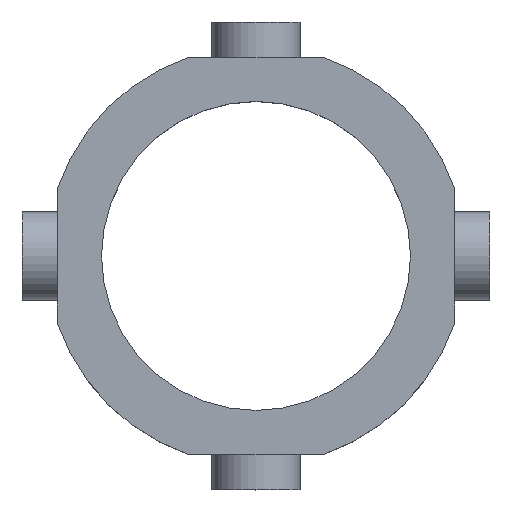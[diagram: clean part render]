
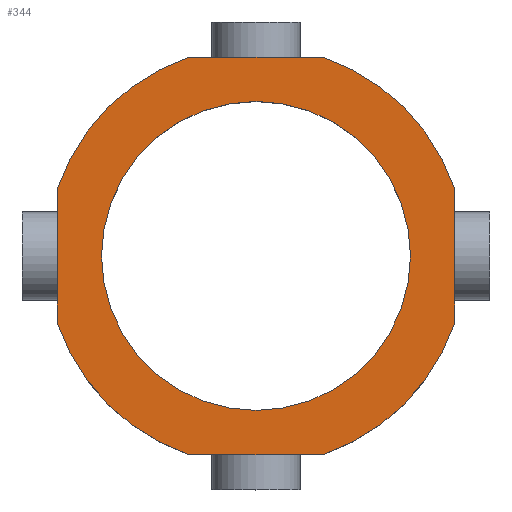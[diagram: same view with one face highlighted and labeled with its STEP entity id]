
A CAD part, top view. The second image highlights one B-rep face of the part: STEP entity #344.
In plain terms, the highlighted planar face has unit normal (0, 0, 1).
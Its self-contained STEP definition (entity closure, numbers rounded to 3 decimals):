
#28=FACE_BOUND('',#97,.T.);
#39=CIRCLE('',#380,47.5);
#41=CIRCLE('',#383,47.5);
#43=CIRCLE('',#386,47.5);
#45=CIRCLE('',#389,47.5);
#55=CIRCLE('',#408,35.);
#73=FACE_OUTER_BOUND('',#96,.T.);
#96=EDGE_LOOP('',(#299,#300,#301,#302,#303,#304,#305,#306));
#97=EDGE_LOOP('',(#307));
#100=LINE('',#528,#121);
#104=LINE('',#541,#125);
#108=LINE('',#554,#129);
#112=LINE('',#567,#133);
#121=VECTOR('',#415,30.414);
#125=VECTOR('',#425,30.414);
#129=VECTOR('',#435,30.414);
#133=VECTOR('',#445,30.414);
#142=VERTEX_POINT('',#526);
#143=VERTEX_POINT('',#527);
#148=VERTEX_POINT('',#539);
#149=VERTEX_POINT('',#540);
#154=VERTEX_POINT('',#552);
#155=VERTEX_POINT('',#553);
#160=VERTEX_POINT('',#565);
#161=VERTEX_POINT('',#566);
#175=VERTEX_POINT('',#620);
#176=EDGE_CURVE('',#142,#143,#100,.T.);
#182=EDGE_CURVE('',#148,#149,#104,.T.);
#188=EDGE_CURVE('',#154,#155,#108,.T.);
#194=EDGE_CURVE('',#160,#161,#112,.T.);
#201=EDGE_CURVE('',#149,#142,#39,.T.);
#203=EDGE_CURVE('',#143,#154,#41,.T.);
#205=EDGE_CURVE('',#161,#148,#43,.T.);
#207=EDGE_CURVE('',#155,#160,#45,.T.);
#222=EDGE_CURVE('',#175,#175,#55,.T.);
#299=ORIENTED_EDGE('',*,*,#176,.T.);
#300=ORIENTED_EDGE('',*,*,#203,.T.);
#301=ORIENTED_EDGE('',*,*,#188,.T.);
#302=ORIENTED_EDGE('',*,*,#207,.T.);
#303=ORIENTED_EDGE('',*,*,#194,.T.);
#304=ORIENTED_EDGE('',*,*,#205,.T.);
#305=ORIENTED_EDGE('',*,*,#182,.T.);
#306=ORIENTED_EDGE('',*,*,#201,.T.);
#307=ORIENTED_EDGE('',*,*,#222,.T.);
#325=PLANE('',#409);
#344=ADVANCED_FACE('',(#73,#28),#325,.F.);
#380=AXIS2_PLACEMENT_3D('',#579,#457,#458);
#383=AXIS2_PLACEMENT_3D('',#582,#463,#464);
#386=AXIS2_PLACEMENT_3D('',#585,#469,#470);
#389=AXIS2_PLACEMENT_3D('',#588,#475,#476);
#408=AXIS2_PLACEMENT_3D('',#622,#518,#519);
#409=AXIS2_PLACEMENT_3D('',#623,#520,#521);
#415=DIRECTION('',(0.,-1.,0.));
#425=DIRECTION('',(-1.,0.,0.));
#435=DIRECTION('',(1.,0.,0.));
#445=DIRECTION('',(0.,1.,0.));
#457=DIRECTION('center_axis',(0.,0.,1.));
#458=DIRECTION('ref_axis',(-0.32,0.947,0.));
#463=DIRECTION('center_axis',(0.,0.,1.));
#464=DIRECTION('ref_axis',(-0.947,-0.32,0.));
#469=DIRECTION('center_axis',(0.,0.,1.));
#470=DIRECTION('ref_axis',(0.947,0.32,0.));
#475=DIRECTION('center_axis',(0.,0.,1.));
#476=DIRECTION('ref_axis',(0.32,-0.947,0.));
#518=DIRECTION('center_axis',(0.,0.,-1.));
#519=DIRECTION('ref_axis',(-1.,0.,0.));
#520=DIRECTION('center_axis',(0.,0.,-1.));
#521=DIRECTION('ref_axis',(-1.,0.,0.));
#526=CARTESIAN_POINT('',(-45.,15.207,22.));
#527=CARTESIAN_POINT('',(-45.,-15.207,22.));
#528=CARTESIAN_POINT('',(-45.,15.207,22.));
#539=CARTESIAN_POINT('',(15.207,45.,22.));
#540=CARTESIAN_POINT('',(-15.207,45.,22.));
#541=CARTESIAN_POINT('',(15.207,45.,22.));
#552=CARTESIAN_POINT('',(-15.207,-45.,22.));
#553=CARTESIAN_POINT('',(15.207,-45.,22.));
#554=CARTESIAN_POINT('',(-15.207,-45.,22.));
#565=CARTESIAN_POINT('',(45.,-15.207,22.));
#566=CARTESIAN_POINT('',(45.,15.207,22.));
#567=CARTESIAN_POINT('',(45.,-15.207,22.));
#579=CARTESIAN_POINT('Origin',(0.,0.,22.));
#582=CARTESIAN_POINT('Origin',(0.,0.,22.));
#585=CARTESIAN_POINT('Origin',(0.,0.,22.));
#588=CARTESIAN_POINT('Origin',(0.,0.,22.));
#620=CARTESIAN_POINT('',(35.,0.,22.));
#622=CARTESIAN_POINT('Origin',(0.,0.,22.));
#623=CARTESIAN_POINT('Origin',(0.,0.,22.));
